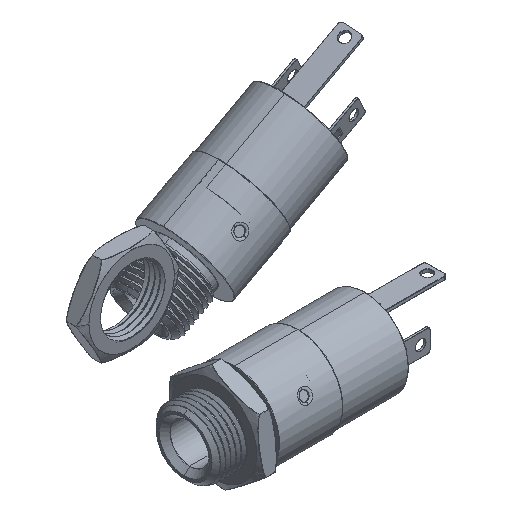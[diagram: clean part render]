
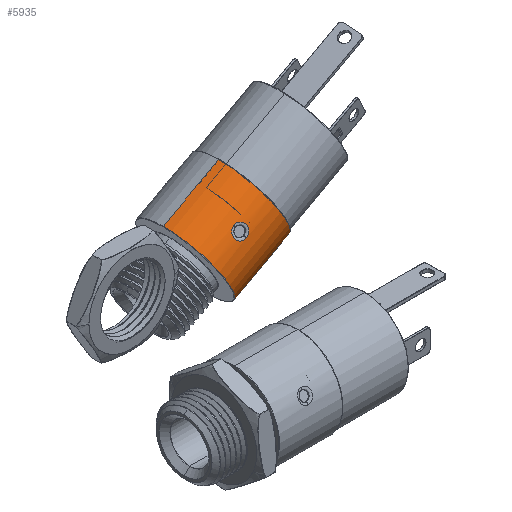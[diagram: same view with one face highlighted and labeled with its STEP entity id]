
A CAD part, isometric view. The second image highlights one B-rep face of the part: STEP entity #5935.
In plain terms, the highlighted cylindrical face has radius 4 mm (diameter 8 mm), a partial arc.
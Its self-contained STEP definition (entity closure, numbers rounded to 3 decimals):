
#428 = CARTESIAN_POINT ( 'NONE',  ( 0., -5.7, -4. ) ) ;
#430 = CARTESIAN_POINT ( 'NONE',  ( -3.708, -2.538, 1.505 ) ) ;
#576 = VERTEX_POINT ( 'NONE', #7343 ) ;
#733 = CARTESIAN_POINT ( 'NONE',  ( -0.32, -2.313, -3.989 ) ) ;
#735 = CARTESIAN_POINT ( 'NONE',  ( -3.731, -3.009, 1.443 ) ) ;
#792 = CARTESIAN_POINT ( 'NONE',  ( -0.615, -2.85, -3.952 ) ) ;
#796 = EDGE_LOOP ( 'NONE', ( #2520, #3527, #9595, #14128, #4723, #14604, #5420 ) ) ;
#1391 = LINE ( 'NONE', #7959, #14405 ) ;
#1404 = EDGE_CURVE ( 'NONE', #16130, #2308, #13493, .T. ) ;
#1707 = CARTESIAN_POINT ( 'NONE',  ( -3.614, -2.313, 1.718 ) ) ;
#1742 = DIRECTION ( 'NONE',  ( 0., 1., 0. ) ) ;
#1751 = CARTESIAN_POINT ( 'NONE',  ( -3.115, -2.85, 2.509 ) ) ;
#1766 = DIRECTION ( 'NONE',  ( 0., 1., 0. ) ) ;
#1842 = CARTESIAN_POINT ( 'NONE',  ( -3.614, -3.387, 1.718 ) ) ;
#2079 = VERTEX_POINT ( 'NONE', #1751 ) ;
#2224 = CARTESIAN_POINT ( 'NONE',  ( -0.616, -2.691, -3.952 ) ) ;
#2308 = VERTEX_POINT ( 'NONE', #12796 ) ;
#2520 = ORIENTED_EDGE ( 'NONE', *, *, #13111, .F. ) ;
#2789 = CARTESIAN_POINT ( 'NONE',  ( 0., -2.25, -4. ) ) ;
#2819 = CARTESIAN_POINT ( 'NONE',  ( -3.382, -2.25, 2.142 ) ) ;
#3006 = VECTOR ( 'NONE', #1742, 1000. ) ;
#3036 = EDGE_CURVE ( 'NONE', #15149, #576, #9052, .T. ) ;
#3231 = CARTESIAN_POINT ( 'NONE',  ( 0., -0.03, -4. ) ) ;
#3392 = B_SPLINE_CURVE_WITH_KNOTS ( 'NONE', 3,
 ( #4455, #10863, #11971, #5593, #9670, #15863, #1842, #8204, #735, #4357 ),
 .UNSPECIFIED., .F., .F.,
 ( 4, 2, 2, 2, 4 ),
 ( 0., 0.125, 0.25, 0.375, 0.5 ),
 .UNSPECIFIED. ) ;
#3419 = CARTESIAN_POINT ( 'NONE',  ( 0., -5.7, 0. ) ) ;
#3527 = ORIENTED_EDGE ( 'NONE', *, *, #1404, .T. ) ;
#3838 = AXIS2_PLACEMENT_3D ( 'NONE', #12576, #9897, #7354 ) ;
#4007 = CARTESIAN_POINT ( 'NONE',  ( -0.163, -3.45, -4. ) ) ;
#4143 = CARTESIAN_POINT ( 'NONE',  ( 0., -5.7, -4. ) ) ;
#4243 = EDGE_CURVE ( 'NONE', #15149, #12016, #13218, .T. ) ;
#4331 = CARTESIAN_POINT ( 'NONE',  ( -3.157, -2.538, 2.459 ) ) ;
#4357 = CARTESIAN_POINT ( 'NONE',  ( -3.731, -2.85, 1.443 ) ) ;
#4455 = CARTESIAN_POINT ( 'NONE',  ( -3.115, -2.85, 2.509 ) ) ;
#4684 = CARTESIAN_POINT ( 'NONE',  ( -0.55, -2.538, -3.964 ) ) ;
#4723 = ORIENTED_EDGE ( 'NONE', *, *, #4243, .F. ) ;
#4889 = CARTESIAN_POINT ( 'NONE',  ( -3.731, -2.85, 1.443 ) ) ;
#4977 = FACE_BOUND ( 'NONE', #14641, .T. ) ;
#5062 = CARTESIAN_POINT ( 'NONE',  ( 0., -5.67, 0. ) ) ;
#5154 = VECTOR ( 'NONE', #1766, 1000. ) ;
#5420 = ORIENTED_EDGE ( 'NONE', *, *, #9349, .T. ) ;
#5593 = CARTESIAN_POINT ( 'NONE',  ( -3.294, -3.387, 2.272 ) ) ;
#5616 = CARTESIAN_POINT ( 'NONE',  ( -3.115, -2.691, 2.509 ) ) ;
#5773 = CYLINDRICAL_SURFACE ( 'NONE', #13601, 4. ) ;
#5861 = AXIS2_PLACEMENT_3D ( 'NONE', #5062, #6332, #12662 ) ;
#5935 = ADVANCED_FACE ( 'NONE', ( #7361, #4977 ), #5773, .T. ) ;
#6294 = CIRCLE ( 'NONE', #3838, 4. ) ;
#6313 = ORIENTED_EDGE ( 'NONE', *, *, #11255, .T. ) ;
#6332 = DIRECTION ( 'NONE',  ( 0., 1., 0. ) ) ;
#7343 = CARTESIAN_POINT ( 'NONE',  ( -0.615, -2.85, -3.952 ) ) ;
#7354 = DIRECTION ( 'NONE',  ( 0., 0., -1. ) ) ;
#7361 = FACE_OUTER_BOUND ( 'NONE', #796, .T. ) ;
#7559 = B_SPLINE_CURVE_WITH_KNOTS ( 'NONE', 3,
 ( #13101, #8016, #9324, #14464, #4007, #7958 ),
 .UNSPECIFIED., .F., .F.,
 ( 4, 2, 4 ),
 ( 0., 0.125, 0.25 ),
 .UNSPECIFIED. ) ;
#7648 = B_SPLINE_CURVE_WITH_KNOTS ( 'NONE', 3,
 ( #4889, #14459, #430, #1707, #10490, #2819, #9585, #4331, #5616, #14728 ),
 .UNSPECIFIED., .F., .F.,
 ( 4, 2, 2, 2, 4 ),
 ( 0.5, 0.625, 0.75, 0.875, 1. ),
 .UNSPECIFIED. ) ;
#7871 = CARTESIAN_POINT ( 'NONE',  ( -3.731, -2.85, 1.443 ) ) ;
#7958 = CARTESIAN_POINT ( 'NONE',  ( 0., -3.45, -4. ) ) ;
#7959 = CARTESIAN_POINT ( 'NONE',  ( 0., -5.7, 4. ) ) ;
#8016 = CARTESIAN_POINT ( 'NONE',  ( -0.615, -3.01, -3.952 ) ) ;
#8172 = CARTESIAN_POINT ( 'NONE',  ( 0., -0.03, 4. ) ) ;
#8187 = DIRECTION ( 'NONE',  ( 0., 1., 0. ) ) ;
#8204 = CARTESIAN_POINT ( 'NONE',  ( -3.708, -3.162, 1.505 ) ) ;
#8687 = EDGE_CURVE ( 'NONE', #15386, #12016, #6294, .T. ) ;
#8782 = ORIENTED_EDGE ( 'NONE', *, *, #15542, .T. ) ;
#9052 = B_SPLINE_CURVE_WITH_KNOTS ( 'NONE', 3,
 ( #2789, #16092, #733, #4684, #2224, #792 ),
 .UNSPECIFIED., .F., .F.,
 ( 4, 2, 4 ),
 ( 0.75, 0.875, 1. ),
 .UNSPECIFIED. ) ;
#9324 = CARTESIAN_POINT ( 'NONE',  ( -0.55, -3.162, -3.964 ) ) ;
#9349 = EDGE_CURVE ( 'NONE', #576, #12980, #7559, .T. ) ;
#9585 = CARTESIAN_POINT ( 'NONE',  ( -3.295, -2.313, 2.271 ) ) ;
#9595 = ORIENTED_EDGE ( 'NONE', *, *, #15903, .T. ) ;
#9670 = CARTESIAN_POINT ( 'NONE',  ( -3.382, -3.45, 2.142 ) ) ;
#9897 = DIRECTION ( 'NONE',  ( 0., -1., 0. ) ) ;
#10490 = CARTESIAN_POINT ( 'NONE',  ( -3.546, -2.25, 1.859 ) ) ;
#10863 = CARTESIAN_POINT ( 'NONE',  ( -3.115, -3.01, 2.509 ) ) ;
#11255 = EDGE_CURVE ( 'NONE', #16181, #2079, #7648, .T. ) ;
#11971 = CARTESIAN_POINT ( 'NONE',  ( -3.158, -3.162, 2.458 ) ) ;
#12016 = VERTEX_POINT ( 'NONE', #3231 ) ;
#12477 = DIRECTION ( 'NONE',  ( 0., 0., 1. ) ) ;
#12576 = CARTESIAN_POINT ( 'NONE',  ( 0., -0.03, 0. ) ) ;
#12662 = DIRECTION ( 'NONE',  ( 0., 0., -1. ) ) ;
#12796 = CARTESIAN_POINT ( 'NONE',  ( 0., -5.67, 4. ) ) ;
#12980 = VERTEX_POINT ( 'NONE', #15681 ) ;
#13101 = CARTESIAN_POINT ( 'NONE',  ( -0.615, -2.85, -3.952 ) ) ;
#13111 = EDGE_CURVE ( 'NONE', #16130, #12980, #15555, .T. ) ;
#13218 = LINE ( 'NONE', #4143, #3006 ) ;
#13493 = CIRCLE ( 'NONE', #5861, 4. ) ;
#13599 = DIRECTION ( 'NONE',  ( 0., 1., 0. ) ) ;
#13601 = AXIS2_PLACEMENT_3D ( 'NONE', #3419, #13599, #12477 ) ;
#13775 = CARTESIAN_POINT ( 'NONE',  ( 0., -5.67, -4. ) ) ;
#14104 = CARTESIAN_POINT ( 'NONE',  ( 0., -2.25, -4. ) ) ;
#14128 = ORIENTED_EDGE ( 'NONE', *, *, #8687, .T. ) ;
#14405 = VECTOR ( 'NONE', #8187, 1000. ) ;
#14459 = CARTESIAN_POINT ( 'NONE',  ( -3.731, -2.691, 1.443 ) ) ;
#14464 = CARTESIAN_POINT ( 'NONE',  ( -0.32, -3.387, -3.989 ) ) ;
#14604 = ORIENTED_EDGE ( 'NONE', *, *, #3036, .T. ) ;
#14641 = EDGE_LOOP ( 'NONE', ( #8782, #6313 ) ) ;
#14728 = CARTESIAN_POINT ( 'NONE',  ( -3.115, -2.85, 2.509 ) ) ;
#15149 = VERTEX_POINT ( 'NONE', #14104 ) ;
#15386 = VERTEX_POINT ( 'NONE', #8172 ) ;
#15542 = EDGE_CURVE ( 'NONE', #2079, #16181, #3392, .T. ) ;
#15555 = LINE ( 'NONE', #428, #5154 ) ;
#15681 = CARTESIAN_POINT ( 'NONE',  ( 0., -3.45, -4. ) ) ;
#15863 = CARTESIAN_POINT ( 'NONE',  ( -3.546, -3.45, 1.859 ) ) ;
#15903 = EDGE_CURVE ( 'NONE', #2308, #15386, #1391, .T. ) ;
#16092 = CARTESIAN_POINT ( 'NONE',  ( -0.163, -2.25, -4. ) ) ;
#16130 = VERTEX_POINT ( 'NONE', #13775 ) ;
#16181 = VERTEX_POINT ( 'NONE', #7871 ) ;
